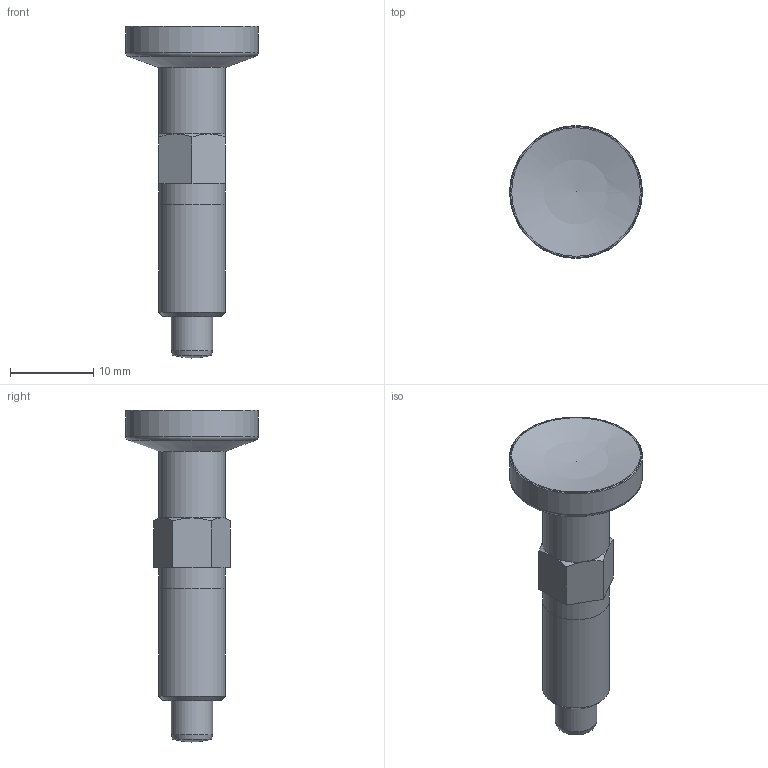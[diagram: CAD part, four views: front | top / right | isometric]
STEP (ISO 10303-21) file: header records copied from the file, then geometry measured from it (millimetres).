
FILE_DESCRIPTION( ( 'Unknown' ), '1' );
FILE_NAME( '7747755_PSD_16.stp', 'Unknown', ( 'Unknown' ), ( 'Unknown' ), 'PSStep 14.0', 'Unknown', ' ' );
FILE_SCHEMA( ( 'AUTOMOTIVE_DESIGN { 1 0 10303 214 1 1 1 1 }' ) );
Length unit declared in the file: millimetre
Products named in the file (1): PSD16_stampato
Bounding box: 16 x 16 x 40 mm (x, y, z)
Volume: 2416.3 mm3; surface area: 1427 mm2
Topology: 1 solids, 1 shells, 32 faces, 70 edges, 40 vertices
Faces by surface type: plane 14, cone 9, cylinder 5, torus 2, sphere 2
Full cylindrical faces by diameter (mm): 5 x1, 8 x3, 16 x1
Entity records: 1062 total; most frequent: CARTESIAN_POINT 175, DIRECTION 132, ORIENTED_EDGE 108, AXIS2_PLACEMENT_3D 57, EDGE_CURVE 54, EDGE_LOOP 44, FACE_OUTER_BOUND 39, VERTEX_POINT 36
